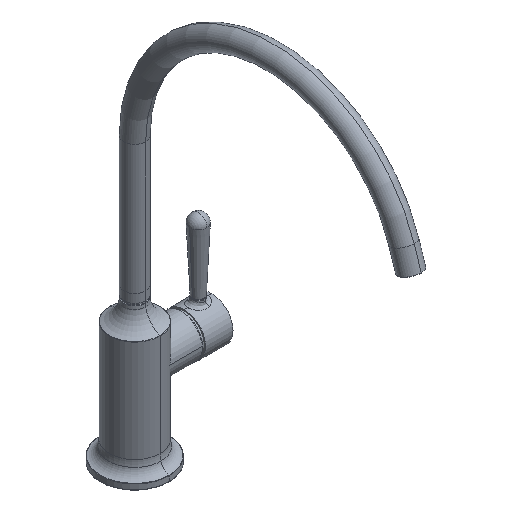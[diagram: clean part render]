
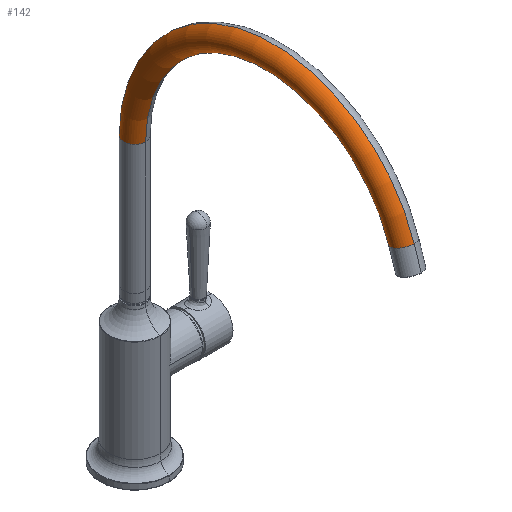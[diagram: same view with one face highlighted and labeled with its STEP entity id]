
A CAD part, isometric view. The second image highlights one B-rep face of the part: STEP entity #142.
In plain terms, the highlighted toroidal (fillet/blend) face has major radius 120 mm and minor radius 9.5 mm.
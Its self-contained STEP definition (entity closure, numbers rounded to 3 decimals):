
#59 = VERTEX_POINT ( 'NONE', #536 ) ;
#142 = ADVANCED_FACE ( 'NONE', ( #1505 ), #3562, .T. ) ;
#267 = DIRECTION ( 'NONE',  ( 1., 0., 0. ) ) ;
#437 = CIRCLE ( 'NONE', #3795, 9.5 ) ;
#490 = CIRCLE ( 'NONE', #1629, 9.5 ) ;
#522 = EDGE_LOOP ( 'NONE', ( #2995, #1869, #1931, #3064 ) ) ;
#536 = CARTESIAN_POINT ( 'NONE',  ( 0., 120., -9.5 ) ) ;
#580 = CARTESIAN_POINT ( 'NONE',  ( 0., 120., 120. ) ) ;
#888 = AXIS2_PLACEMENT_3D ( 'NONE', #580, #267, #906 ) ;
#906 = DIRECTION ( 'NONE',  ( 0., 0., -1. ) ) ;
#968 = VERTEX_POINT ( 'NONE', #1881 ) ;
#1137 = AXIS2_PLACEMENT_3D ( 'NONE', #4072, #2186, #3417 ) ;
#1140 = CARTESIAN_POINT ( 'NONE',  ( 0., 160.018, 243.162 ) ) ;
#1254 = EDGE_CURVE ( 'NONE', #59, #2402, #3241, .T. ) ;
#1505 = FACE_OUTER_BOUND ( 'NONE', #522, .T. ) ;
#1536 = CARTESIAN_POINT ( 'NONE',  ( 0., 120., 0. ) ) ;
#1629 = AXIS2_PLACEMENT_3D ( 'NONE', #1536, #3938, #2487 ) ;
#1727 = DIRECTION ( 'NONE',  ( 0., -0.951, 0.309 ) ) ;
#1740 = EDGE_CURVE ( 'NONE', #59, #3321, #490, .T. ) ;
#1869 = ORIENTED_EDGE ( 'NONE', *, *, #1740, .T. ) ;
#1881 = CARTESIAN_POINT ( 'NONE',  ( 0., 154.146, 225.092 ) ) ;
#1931 = ORIENTED_EDGE ( 'NONE', *, *, #3354, .T. ) ;
#2141 = AXIS2_PLACEMENT_3D ( 'NONE', #3292, #3036, #3016 ) ;
#2186 = DIRECTION ( 'NONE',  ( 1., 0., 0. ) ) ;
#2402 = VERTEX_POINT ( 'NONE', #1140 ) ;
#2487 = DIRECTION ( 'NONE',  ( 0., 0., 1. ) ) ;
#2488 = CIRCLE ( 'NONE', #888, 110.5 ) ;
#2893 = CARTESIAN_POINT ( 'NONE',  ( 0., 157.082, 234.127 ) ) ;
#2952 = DIRECTION ( 'NONE',  ( 0., -0.309, -0.951 ) ) ;
#2995 = ORIENTED_EDGE ( 'NONE', *, *, #1254, .F. ) ;
#3016 = DIRECTION ( 'NONE',  ( 0., 0., -1. ) ) ;
#3036 = DIRECTION ( 'NONE',  ( 1., 0., 0. ) ) ;
#3064 = ORIENTED_EDGE ( 'NONE', *, *, #4038, .F. ) ;
#3241 = CIRCLE ( 'NONE', #2141, 129.5 ) ;
#3292 = CARTESIAN_POINT ( 'NONE',  ( 0., 120., 120. ) ) ;
#3321 = VERTEX_POINT ( 'NONE', #3699 ) ;
#3354 = EDGE_CURVE ( 'NONE', #3321, #968, #2488, .T. ) ;
#3417 = DIRECTION ( 'NONE',  ( 0., 0., -1. ) ) ;
#3562 = TOROIDAL_SURFACE ( 'NONE', #1137, 120., 9.5 ) ;
#3699 = CARTESIAN_POINT ( 'NONE',  ( 0., 120., 9.5 ) ) ;
#3795 = AXIS2_PLACEMENT_3D ( 'NONE', #2893, #1727, #2952 ) ;
#3938 = DIRECTION ( 'NONE',  ( 0., 1., 0. ) ) ;
#4038 = EDGE_CURVE ( 'NONE', #2402, #968, #437, .T. ) ;
#4072 = CARTESIAN_POINT ( 'NONE',  ( 0., 120., 120. ) ) ;
